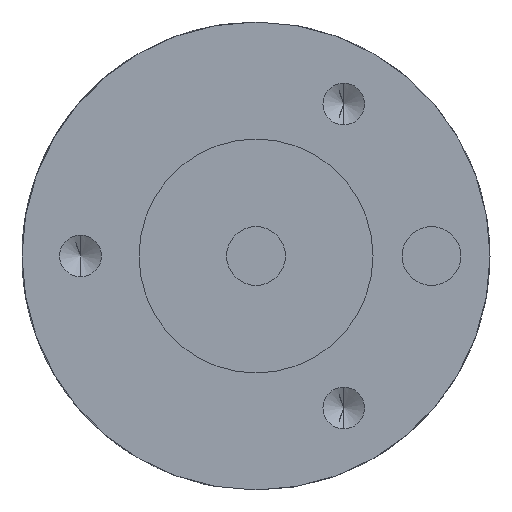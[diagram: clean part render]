
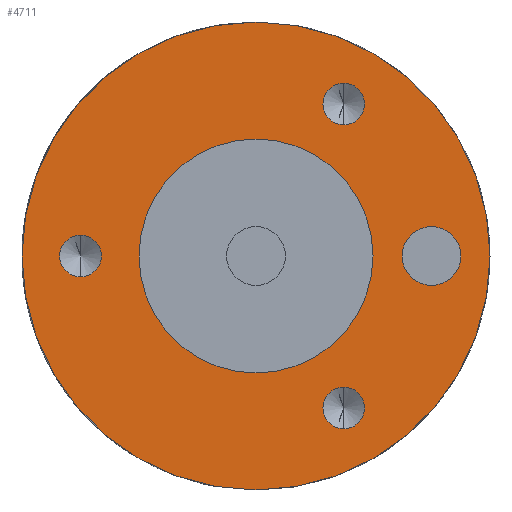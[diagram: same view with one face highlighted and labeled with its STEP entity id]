
A CAD part, front view. The second image highlights one B-rep face of the part: STEP entity #4711.
In plain terms, the highlighted planar face has unit normal (0, -1, 0).
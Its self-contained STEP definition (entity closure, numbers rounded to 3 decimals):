
#2195 = CARTESIAN_POINT ( 'NONE',  ( 4.763, 0., -9.379 ) ) ;
#2207 = DIRECTION ( 'NONE',  ( 0., 0., 1. ) ) ;
#2208 = DIRECTION ( 'NONE',  ( 0., 1., 0. ) ) ;
#2209 = CARTESIAN_POINT ( 'NONE',  ( 0., 0., 0. ) ) ;
#2211 = CIRCLE ( 'NONE', #2223, 12.7 ) ;
#2223 = AXIS2_PLACEMENT_3D ( 'NONE', #2209, #2208, #2207 ) ;
#2389 = AXIS2_PLACEMENT_3D ( 'NONE', #2393, #2392, #2391 ) ;
#2391 = DIRECTION ( 'NONE',  ( 0., 0., -1. ) ) ;
#2392 = DIRECTION ( 'NONE',  ( 0., -1., 0. ) ) ;
#2393 = CARTESIAN_POINT ( 'NONE',  ( 4.763, 0., -8.249 ) ) ;
#2398 = CIRCLE ( 'NONE', #2389, 1.13 ) ;
#2485 = CARTESIAN_POINT ( 'NONE',  ( 0., 0., 12.7 ) ) ;
#2488 = CARTESIAN_POINT ( 'NONE',  ( 0., 0., -12.7 ) ) ;
#2542 = CARTESIAN_POINT ( 'NONE',  ( 4.763, 0., -7.119 ) ) ;
#2650 = AXIS2_PLACEMENT_3D ( 'NONE', #2720, #2719, #2718 ) ;
#2686 = CIRCLE ( 'NONE', #2650, 12.7 ) ;
#2718 = DIRECTION ( 'NONE',  ( 0., 0., 1. ) ) ;
#2719 = DIRECTION ( 'NONE',  ( 0., 1., 0. ) ) ;
#2720 = CARTESIAN_POINT ( 'NONE',  ( 0., 0., 0. ) ) ;
#3317 = CIRCLE ( 'NONE', #3416, 1.594 ) ;
#3413 = DIRECTION ( 'NONE',  ( 0., 0., 1. ) ) ;
#3414 = DIRECTION ( 'NONE',  ( 0., 1., 0. ) ) ;
#3415 = CARTESIAN_POINT ( 'NONE',  ( 9.525, 0., 0. ) ) ;
#3416 = AXIS2_PLACEMENT_3D ( 'NONE', #3415, #3414, #3413 ) ;
#3473 = CARTESIAN_POINT ( 'NONE',  ( 9.525, 0., 1.594 ) ) ;
#3474 = AXIS2_PLACEMENT_3D ( 'NONE', #3515, #3558, #3557 ) ;
#3489 = CARTESIAN_POINT ( 'NONE',  ( 0., 0., 6.35 ) ) ;
#3491 = CARTESIAN_POINT ( 'NONE',  ( 0., 0., -6.35 ) ) ;
#3515 = CARTESIAN_POINT ( 'NONE',  ( 4.763, 0., 8.249 ) ) ;
#3518 = CIRCLE ( 'NONE', #3474, 1.13 ) ;
#3526 = CARTESIAN_POINT ( 'NONE',  ( 4.763, 0., 7.119 ) ) ;
#3557 = DIRECTION ( 'NONE',  ( 0., 0., -1. ) ) ;
#3558 = DIRECTION ( 'NONE',  ( 0., -1., 0. ) ) ;
#3575 = CARTESIAN_POINT ( 'NONE',  ( 9.525, 0., -1.594 ) ) ;
#3626 = DIRECTION ( 'NONE',  ( 0., 0., -1. ) ) ;
#3627 = DIRECTION ( 'NONE',  ( 0., -1., 0. ) ) ;
#3628 = CARTESIAN_POINT ( 'NONE',  ( -9.525, 0., 0. ) ) ;
#3629 = AXIS2_PLACEMENT_3D ( 'NONE', #3628, #3627, #3626 ) ;
#3634 = CARTESIAN_POINT ( 'NONE',  ( -9.525, 0., 1.13 ) ) ;
#3638 = CARTESIAN_POINT ( 'NONE',  ( 4.763, 0., 9.379 ) ) ;
#3644 = CARTESIAN_POINT ( 'NONE',  ( -9.525, 0., -1.13 ) ) ;
#3650 = CIRCLE ( 'NONE', #3629, 1.13 ) ;
#3846 = CIRCLE ( 'NONE', #3859, 6.35 ) ;
#3859 = AXIS2_PLACEMENT_3D ( 'NONE', #3886, #3885, #3884 ) ;
#3884 = DIRECTION ( 'NONE',  ( 0., 0., 1. ) ) ;
#3885 = DIRECTION ( 'NONE',  ( 0., 1., 0. ) ) ;
#3886 = CARTESIAN_POINT ( 'NONE',  ( 0., 0., 0. ) ) ;
#4689 = ORIENTED_EDGE ( 'NONE', *, *, #6256, .F. ) ;
#4690 = EDGE_LOOP ( 'NONE', ( #4718, #5677 ) ) ;
#4691 = EDGE_CURVE ( 'NONE', #6458, #6486, #5544, .T. ) ;
#4695 = EDGE_CURVE ( 'NONE', #5980, #6298, #5536, .T. ) ;
#4711 = ADVANCED_FACE ( 'NONE', ( #5531, #5617, #5510, #5623, #5622, #5525 ), #5624, .F. ) ;
#4712 = ORIENTED_EDGE ( 'NONE', *, *, #4695, .F. ) ;
#4713 = EDGE_LOOP ( 'NONE', ( #4715, #4719 ) ) ;
#4714 = ORIENTED_EDGE ( 'NONE', *, *, #6460, .F. ) ;
#4715 = ORIENTED_EDGE ( 'NONE', *, *, #6566, .T. ) ;
#4716 = EDGE_LOOP ( 'NONE', ( #4712, #4689 ) ) ;
#4718 = ORIENTED_EDGE ( 'NONE', *, *, #4726, .F. ) ;
#4719 = ORIENTED_EDGE ( 'NONE', *, *, #5674, .T. ) ;
#4720 = ORIENTED_EDGE ( 'NONE', *, *, #5988, .F. ) ;
#4722 = EDGE_LOOP ( 'NONE', ( #4725, #4714 ) ) ;
#4723 = ORIENTED_EDGE ( 'NONE', *, *, #6316, .F. ) ;
#4724 = EDGE_LOOP ( 'NONE', ( #4723, #4720 ) ) ;
#4725 = ORIENTED_EDGE ( 'NONE', *, *, #4691, .F. ) ;
#4726 = EDGE_CURVE ( 'NONE', #6485, #6487, #5621, .T. ) ;
#5472 = DIRECTION ( 'NONE',  ( 0., 0., -1. ) ) ;
#5473 = DIRECTION ( 'NONE',  ( 0., -1., 0. ) ) ;
#5474 = CARTESIAN_POINT ( 'NONE',  ( -9.525, 0., 0. ) ) ;
#5475 = AXIS2_PLACEMENT_3D ( 'NONE', #5474, #5473, #5472 ) ;
#5482 = DIRECTION ( 'NONE',  ( 0., 0., 1. ) ) ;
#5504 = DIRECTION ( 'NONE',  ( 0., 1., 0. ) ) ;
#5505 = CARTESIAN_POINT ( 'NONE',  ( 0., 0., 0. ) ) ;
#5510 = FACE_BOUND ( 'NONE', #4716, .T. ) ;
#5525 = FACE_BOUND ( 'NONE', #4713, .T. ) ;
#5531 = FACE_BOUND ( 'NONE', #5688, .T. ) ;
#5533 = DIRECTION ( 'NONE',  ( 0., 0., -1. ) ) ;
#5534 = DIRECTION ( 'NONE',  ( 0., -1., 0. ) ) ;
#5535 = CARTESIAN_POINT ( 'NONE',  ( 4.763, 0., -8.249 ) ) ;
#5536 = CIRCLE ( 'NONE', #5642, 1.13 ) ;
#5539 = DIRECTION ( 'NONE',  ( 0., 0., -1. ) ) ;
#5540 = DIRECTION ( 'NONE',  ( 0., -1., 0. ) ) ;
#5544 = CIRCLE ( 'NONE', #5636, 1.13 ) ;
#5566 = EDGE_CURVE ( 'NONE', #6468, #6474, #5834, .T. ) ;
#5615 = AXIS2_PLACEMENT_3D ( 'NONE', #5505, #5504, #5482 ) ;
#5617 = FACE_OUTER_BOUND ( 'NONE', #4724, .T. ) ;
#5621 = CIRCLE ( 'NONE', #5475, 1.13 ) ;
#5622 = FACE_BOUND ( 'NONE', #4690, .T. ) ;
#5623 = FACE_BOUND ( 'NONE', #4722, .T. ) ;
#5624 = PLANE ( 'NONE',  #5615 ) ;
#5636 = AXIS2_PLACEMENT_3D ( 'NONE', #5668, #5540, #5539 ) ;
#5642 = AXIS2_PLACEMENT_3D ( 'NONE', #5535, #5534, #5533 ) ;
#5668 = CARTESIAN_POINT ( 'NONE',  ( 4.763, 0., 8.249 ) ) ;
#5674 = EDGE_CURVE ( 'NONE', #6444, #6443, #5835, .T. ) ;
#5675 = ORIENTED_EDGE ( 'NONE', *, *, #5566, .T. ) ;
#5677 = ORIENTED_EDGE ( 'NONE', *, *, #6488, .F. ) ;
#5684 = ORIENTED_EDGE ( 'NONE', *, *, #6498, .T. ) ;
#5688 = EDGE_LOOP ( 'NONE', ( #5684, #5675 ) ) ;
#5830 = DIRECTION ( 'NONE',  ( 0., 0., 1. ) ) ;
#5831 = DIRECTION ( 'NONE',  ( 0., 1., 0. ) ) ;
#5832 = CARTESIAN_POINT ( 'NONE',  ( 9.525, 0., 0. ) ) ;
#5833 = AXIS2_PLACEMENT_3D ( 'NONE', #5832, #5831, #5830 ) ;
#5834 = CIRCLE ( 'NONE', #5833, 1.594 ) ;
#5835 = CIRCLE ( 'NONE', #5856, 6.35 ) ;
#5853 = DIRECTION ( 'NONE',  ( 0., 0., 1. ) ) ;
#5854 = DIRECTION ( 'NONE',  ( 0., 1., 0. ) ) ;
#5855 = CARTESIAN_POINT ( 'NONE',  ( 0., 0., 0. ) ) ;
#5856 = AXIS2_PLACEMENT_3D ( 'NONE', #5855, #5854, #5853 ) ;
#5980 = VERTEX_POINT ( 'NONE', #2195 ) ;
#5988 = EDGE_CURVE ( 'NONE', #6282, #6276, #2211, .T. ) ;
#6256 = EDGE_CURVE ( 'NONE', #6298, #5980, #2398, .T. ) ;
#6276 = VERTEX_POINT ( 'NONE', #2488 ) ;
#6282 = VERTEX_POINT ( 'NONE', #2485 ) ;
#6298 = VERTEX_POINT ( 'NONE', #2542 ) ;
#6316 = EDGE_CURVE ( 'NONE', #6276, #6282, #2686, .T. ) ;
#6443 = VERTEX_POINT ( 'NONE', #3491 ) ;
#6444 = VERTEX_POINT ( 'NONE', #3489 ) ;
#6458 = VERTEX_POINT ( 'NONE', #3526 ) ;
#6460 = EDGE_CURVE ( 'NONE', #6486, #6458, #3518, .T. ) ;
#6468 = VERTEX_POINT ( 'NONE', #3473 ) ;
#6474 = VERTEX_POINT ( 'NONE', #3575 ) ;
#6485 = VERTEX_POINT ( 'NONE', #3644 ) ;
#6486 = VERTEX_POINT ( 'NONE', #3638 ) ;
#6487 = VERTEX_POINT ( 'NONE', #3634 ) ;
#6488 = EDGE_CURVE ( 'NONE', #6487, #6485, #3650, .T. ) ;
#6498 = EDGE_CURVE ( 'NONE', #6474, #6468, #3317, .T. ) ;
#6566 = EDGE_CURVE ( 'NONE', #6443, #6444, #3846, .T. ) ;
